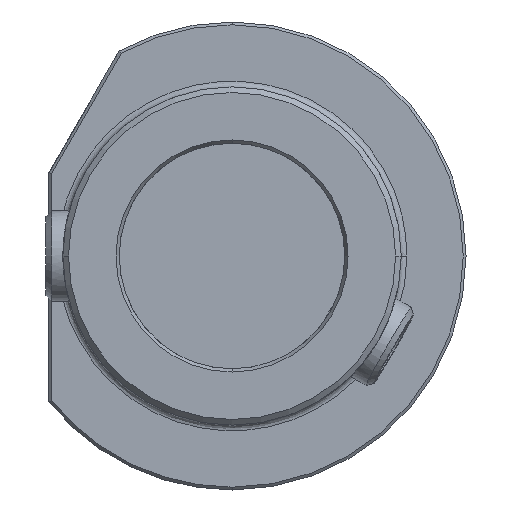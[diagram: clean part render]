
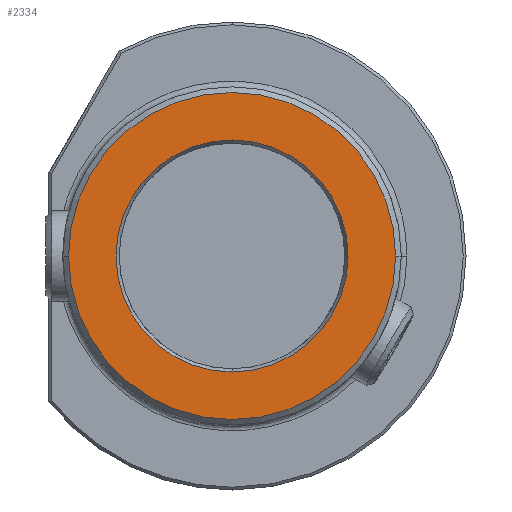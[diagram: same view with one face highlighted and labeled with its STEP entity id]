
A CAD part, left-side view. The second image highlights one B-rep face of the part: STEP entity #2334.
In plain terms, the highlighted planar face has unit normal (-1, 0, 0).
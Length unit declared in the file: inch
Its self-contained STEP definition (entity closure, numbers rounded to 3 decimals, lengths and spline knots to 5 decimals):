
#186 = FACE_OUTER_BOUND ( 'NONE', #4809, .T. ) ;
#508 = AXIS2_PLACEMENT_3D ( 'NONE', #8469, #2185, #8378 ) ;
#1023 = EDGE_CURVE ( 'NONE', #8621, #9102, #4527, .T. ) ;
#1033 = ORIENTED_EDGE ( 'NONE', *, *, #6275, .F. ) ;
#1035 = CARTESIAN_POINT ( 'NONE',  ( -3.54331, 0., 0. ) ) ;
#1113 = DIRECTION ( 'NONE',  ( 0., 0., 1. ) ) ;
#1150 = ORIENTED_EDGE ( 'NONE', *, *, #4160, .F. ) ;
#1523 = CARTESIAN_POINT ( 'NONE',  ( -3.54331, 0., -0.81013 ) ) ;
#2185 = DIRECTION ( 'NONE',  ( -1., 0., 0. ) ) ;
#2334 = ADVANCED_FACE ( 'NONE', ( #7481, #186 ), #7298, .F. ) ;
#3291 = CARTESIAN_POINT ( 'NONE',  ( -3.54331, 0., 0. ) ) ;
#3677 = CIRCLE ( 'NONE', #6649, 1.14173 ) ;
#3737 = CARTESIAN_POINT ( 'NONE',  ( -3.54331, 1.14173, 0. ) ) ;
#3938 = CARTESIAN_POINT ( 'NONE',  ( -3.54331, 0., 0. ) ) ;
#4160 = EDGE_CURVE ( 'NONE', #9102, #8621, #4801, .T. ) ;
#4329 = ORIENTED_EDGE ( 'NONE', *, *, #7338, .F. ) ;
#4527 = CIRCLE ( 'NONE', #508, 0.81013 ) ;
#4783 = DIRECTION ( 'NONE',  ( 0., 0., -1. ) ) ;
#4801 = CIRCLE ( 'NONE', #5389, 0.81013 ) ;
#4809 = EDGE_LOOP ( 'NONE', ( #1033, #4329 ) ) ;
#5389 = AXIS2_PLACEMENT_3D ( 'NONE', #3938, #8129, #1113 ) ;
#5396 = DIRECTION ( 'NONE',  ( 0., 1., 0. ) ) ;
#5483 = DIRECTION ( 'NONE',  ( 1., 0., 0. ) ) ;
#5783 = CARTESIAN_POINT ( 'NONE',  ( -3.54331, -1.14173, 0. ) ) ;
#6092 = CARTESIAN_POINT ( 'NONE',  ( -3.54331, 0., 0. ) ) ;
#6267 = EDGE_LOOP ( 'NONE', ( #8336, #1150 ) ) ;
#6275 = EDGE_CURVE ( 'NONE', #6838, #6519, #8500, .T. ) ;
#6519 = VERTEX_POINT ( 'NONE', #5783 ) ;
#6649 = AXIS2_PLACEMENT_3D ( 'NONE', #6092, #6696, #5396 ) ;
#6696 = DIRECTION ( 'NONE',  ( 1., 0., 0. ) ) ;
#6838 = VERTEX_POINT ( 'NONE', #3737 ) ;
#7061 = CARTESIAN_POINT ( 'NONE',  ( -3.54331, 0., 0.81013 ) ) ;
#7298 = PLANE ( 'NONE',  #8028 ) ;
#7338 = EDGE_CURVE ( 'NONE', #6519, #6838, #3677, .T. ) ;
#7481 = FACE_BOUND ( 'NONE', #6267, .T. ) ;
#7601 = AXIS2_PLACEMENT_3D ( 'NONE', #1035, #8946, #8902 ) ;
#8028 = AXIS2_PLACEMENT_3D ( 'NONE', #3291, #5483, #4783 ) ;
#8129 = DIRECTION ( 'NONE',  ( -1., 0., 0. ) ) ;
#8336 = ORIENTED_EDGE ( 'NONE', *, *, #1023, .F. ) ;
#8378 = DIRECTION ( 'NONE',  ( 0., 0., 1. ) ) ;
#8469 = CARTESIAN_POINT ( 'NONE',  ( -3.54331, 0., 0. ) ) ;
#8500 = CIRCLE ( 'NONE', #7601, 1.14173 ) ;
#8621 = VERTEX_POINT ( 'NONE', #7061 ) ;
#8902 = DIRECTION ( 'NONE',  ( 0., 1., 0. ) ) ;
#8946 = DIRECTION ( 'NONE',  ( 1., 0., 0. ) ) ;
#9102 = VERTEX_POINT ( 'NONE', #1523 ) ;
